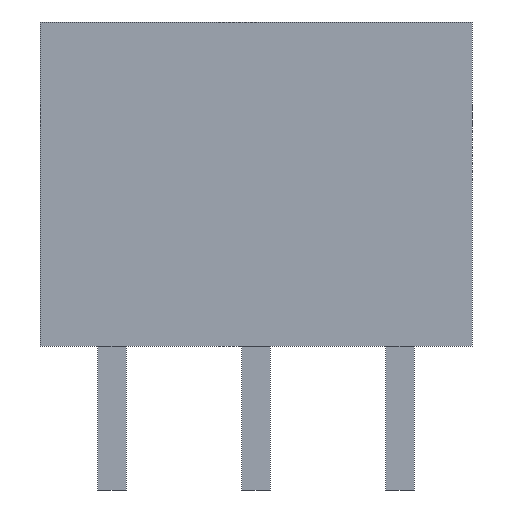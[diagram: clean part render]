
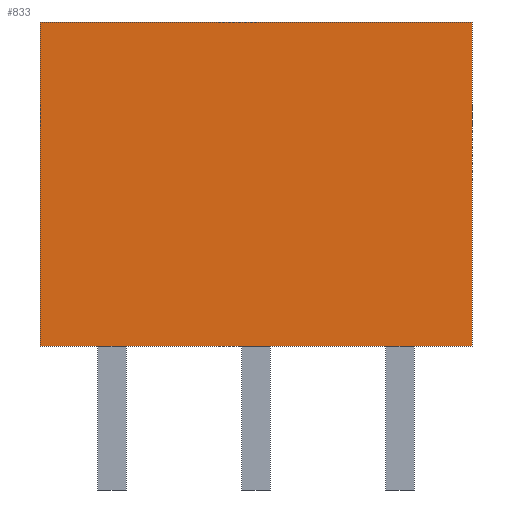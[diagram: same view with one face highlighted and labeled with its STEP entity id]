
A CAD part, front view. The second image highlights one B-rep face of the part: STEP entity #833.
In plain terms, the highlighted planar face has unit normal (0, -1, 0).
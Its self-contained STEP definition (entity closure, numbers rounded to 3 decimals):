
#138=DIRECTION('',(0.,0.,-1.));
#139=VECTOR('',#138,4.5);
#140=CARTESIAN_POINT('',(-3.,-1.03,0.));
#141=LINE('',#140,#139);
#206=DIRECTION('',(1.,0.,0.));
#207=VECTOR('',#206,6.);
#208=CARTESIAN_POINT('',(-3.,-1.03,-4.5));
#209=LINE('',#208,#207);
#258=DIRECTION('',(1.,0.,0.));
#259=VECTOR('',#258,6.);
#260=CARTESIAN_POINT('',(-3.,-1.03,0.));
#261=LINE('',#260,#259);
#274=DIRECTION('',(0.,0.,-1.));
#275=VECTOR('',#274,4.5);
#276=CARTESIAN_POINT('',(3.,-1.03,0.));
#277=LINE('',#276,#275);
#567=CARTESIAN_POINT('',(-3.,-1.03,0.));
#569=VERTEX_POINT('',#567);
#570=CARTESIAN_POINT('',(-3.,-1.03,-4.5));
#571=VERTEX_POINT('',#570);
#575=CARTESIAN_POINT('',(3.,-1.03,0.));
#577=VERTEX_POINT('',#575);
#578=CARTESIAN_POINT('',(3.,-1.03,-4.5));
#579=VERTEX_POINT('',#578);
#821=CARTESIAN_POINT('',(-3.,-1.03,0.));
#822=DIRECTION('',(0.,-1.,0.));
#823=DIRECTION('',(0.,0.,-1.));
#824=AXIS2_PLACEMENT_3D('',#821,#822,#823);
#825=PLANE('',#824);
#826=ORIENTED_EDGE('',*,*,#709,.F.);
#827=ORIENTED_EDGE('',*,*,#728,.T.);
#829=ORIENTED_EDGE('',*,*,#828,.T.);
#830=ORIENTED_EDGE('',*,*,#783,.F.);
#831=EDGE_LOOP('',(#826,#827,#829,#830));
#832=FACE_OUTER_BOUND('',#831,.F.);
#709=EDGE_CURVE('',#569,#571,#141,.T.);
#728=EDGE_CURVE('',#569,#577,#261,.T.);
#783=EDGE_CURVE('',#571,#579,#209,.T.);
#828=EDGE_CURVE('',#577,#579,#277,.T.);
#833=ADVANCED_FACE('',(#832),#825,.T.);
